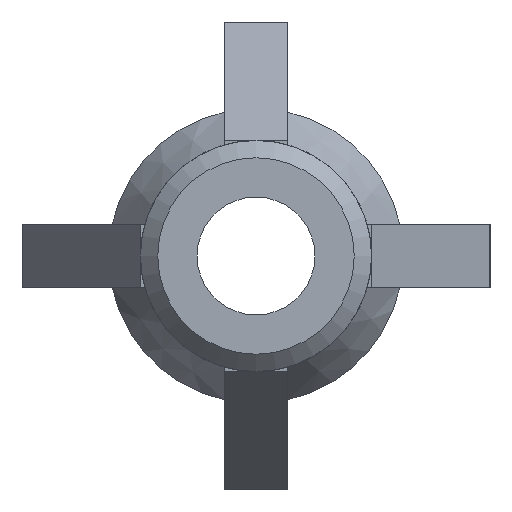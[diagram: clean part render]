
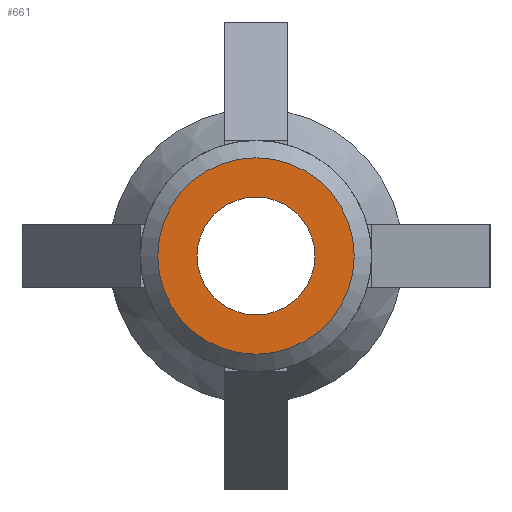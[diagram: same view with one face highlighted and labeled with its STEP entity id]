
A CAD part, left-side view. The second image highlights one B-rep face of the part: STEP entity #661.
In plain terms, the highlighted planar face has unit normal (-1, 0, 0).
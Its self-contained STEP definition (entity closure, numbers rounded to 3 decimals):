
#20=PLANE('',#732);
#201=CIRCLE('',#733,1.7);
#202=CIRCLE('',#734,1.02);
#253=ORIENTED_EDGE('',*,*,#439,.F.);
#254=ORIENTED_EDGE('',*,*,#440,.T.);
#439=EDGE_CURVE('',#529,#529,#201,.T.);
#440=EDGE_CURVE('',#530,#530,#202,.T.);
#529=VERTEX_POINT('',#1061);
#530=VERTEX_POINT('',#1063);
#573=EDGE_LOOP('',(#253));
#574=EDGE_LOOP('',(#254));
#615=FACE_BOUND('',#573,.T.);
#616=FACE_BOUND('',#574,.T.);
#661=ADVANCED_FACE('',(#615,#616),#20,.F.);
#732=AXIS2_PLACEMENT_3D('',#1059,#840,#841);
#733=AXIS2_PLACEMENT_3D('',#1060,#842,#843);
#734=AXIS2_PLACEMENT_3D('',#1062,#844,#845);
#840=DIRECTION('',(1.,0.,0.));
#841=DIRECTION('',(0.,0.,-1.));
#842=DIRECTION('',(1.,0.,0.));
#843=DIRECTION('',(0.,0.,-1.));
#844=DIRECTION('',(1.,0.,0.));
#845=DIRECTION('',(0.,0.,-1.));
#1059=CARTESIAN_POINT('',(-50.,0.,0.));
#1060=CARTESIAN_POINT('',(-50.,0.,0.));
#1061=CARTESIAN_POINT('',(-50.,0.,-1.7));
#1062=CARTESIAN_POINT('',(-50.,0.,0.));
#1063=CARTESIAN_POINT('',(-50.,0.,-1.02));
